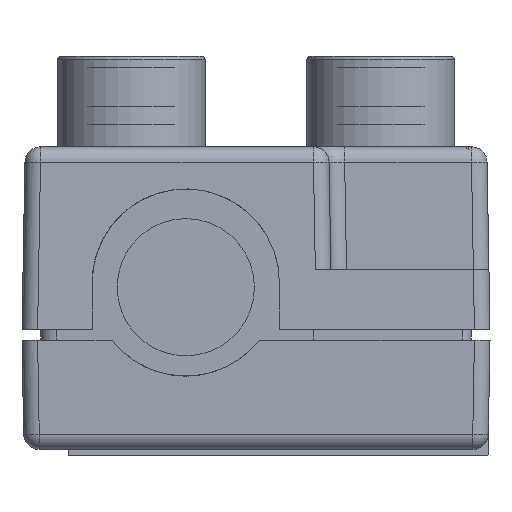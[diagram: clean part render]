
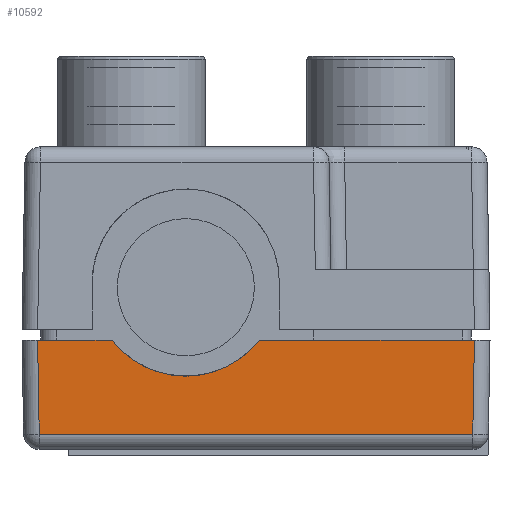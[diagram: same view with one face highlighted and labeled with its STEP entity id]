
A CAD part, left-side view. The second image highlights one B-rep face of the part: STEP entity #10592.
In plain terms, the highlighted face is planar.
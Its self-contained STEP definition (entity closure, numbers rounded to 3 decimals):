
#459=PLANE($,#11339);
#847=ELLIPSE($,#11340,6.001,6.);
#894=LINE($,#15688,#1863);
#1005=LINE($,#15969,#1974);
#1006=LINE($,#15971,#1975);
#1007=LINE($,#15973,#1976);
#1008=LINE($,#15976,#1977);
#1863=VECTOR($,#12473,6.019);
#1974=VECTOR($,#12710,27.79);
#1975=VECTOR($,#12711,6.019);
#1976=VECTOR($,#12712,13.777);
#1977=VECTOR($,#12715,4.777);
#3023=FACE_OUTER_BOUND($,#3721,.T.);
#3721=EDGE_LOOP($,(#7758,#7759,#7760,#7761,#7762,#7763));
#5083=VERTEX_POINT($,#15559);
#5107=VERTEX_POINT($,#15616);
#5135=VERTEX_POINT($,#15687);
#5236=VERTEX_POINT($,#15970);
#5237=VERTEX_POINT($,#15972);
#5238=VERTEX_POINT($,#15974);
#6164=EDGE_CURVE($,#5107,#5135,#894,.T.);
#6303=EDGE_CURVE($,#5083,#5107,#1005,.T.);
#6304=EDGE_CURVE($,#5236,#5083,#1006,.T.);
#6305=EDGE_CURVE($,#5237,#5236,#1007,.T.);
#6306=EDGE_CURVE($,#5238,#5237,#847,.T.);
#6307=EDGE_CURVE($,#5135,#5238,#1008,.T.);
#7758=ORIENTED_EDGE($,*,*,#6303,.F.);
#7759=ORIENTED_EDGE($,*,*,#6304,.F.);
#7760=ORIENTED_EDGE($,*,*,#6305,.F.);
#7761=ORIENTED_EDGE($,*,*,#6306,.F.);
#7762=ORIENTED_EDGE($,*,*,#6307,.F.);
#7763=ORIENTED_EDGE($,*,*,#6164,.F.);
#10592=ADVANCED_FACE($,(#3023),#459,.T.);
#11339=AXIS2_PLACEMENT_3D($,#15968,#12708,#12709);
#11340=AXIS2_PLACEMENT_3D($,#15975,#12713,#12714);
#12473=DIRECTION($,(0.017,-0.017,1.));
#12708=DIRECTION('center_axis',(1.,0.,
-0.017));
#12709=DIRECTION('ref_axis',(0.,1.,0.));
#12710=DIRECTION($,(0.,-1.,0.));
#12711=DIRECTION($,(-0.017,-0.017,-1.));
#12712=DIRECTION($,(0.,1.,0.));
#12713=DIRECTION('center_axis',(1.,0.,
-0.017));
#12714=DIRECTION('ref_axis',(0.017,0.,1.));
#12715=DIRECTION($,(0.,1.,0.));
#15559=CARTESIAN_POINT('',(70.395,11.895,-5.217));
#15616=CARTESIAN_POINT('',(70.395,-15.895,-5.217));
#15687=CARTESIAN_POINT('',(70.5,-16.,0.8));
#15688=CARTESIAN_POINT($,(70.471,-15.972,-0.837));
#15968=CARTESIAN_POINT('Origin',(70.466,-46.37,-1.159));
#15969=CARTESIAN_POINT($,(70.395,11.425,-5.217));
#15970=CARTESIAN_POINT('',(70.5,12.,0.8));
#15971=CARTESIAN_POINT($,(70.471,11.972,-0.837));
#15972=CARTESIAN_POINT('',(70.5,-1.777,0.8));
#15973=CARTESIAN_POINT($,(70.5,-5.,0.8));
#15974=CARTESIAN_POINT('',(70.5,-11.223,0.8));
#15975=CARTESIAN_POINT('Origin',(70.565,-6.5,4.5));
#15976=CARTESIAN_POINT($,(70.5,11.425,0.8));
